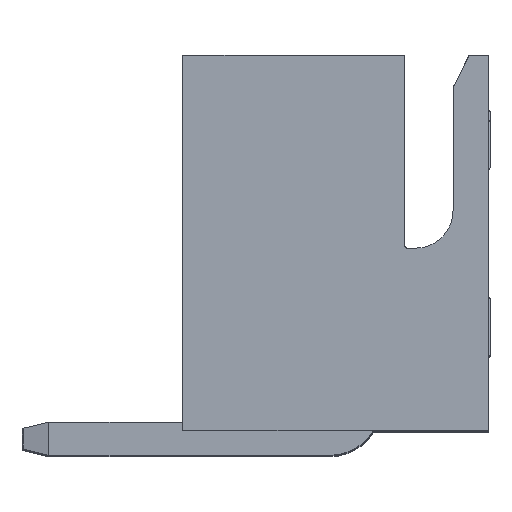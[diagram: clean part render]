
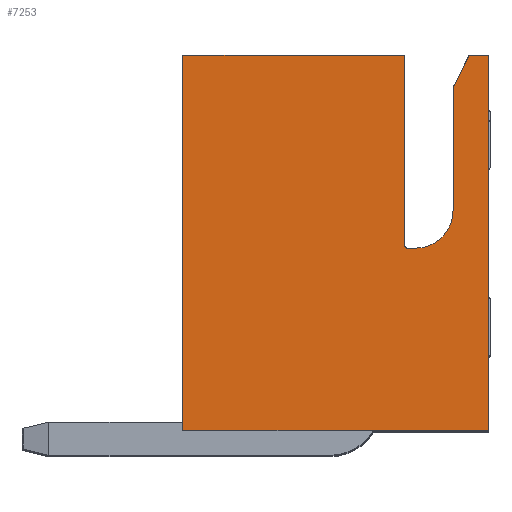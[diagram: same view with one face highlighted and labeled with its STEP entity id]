
A CAD part, top view. The second image highlights one B-rep face of the part: STEP entity #7253.
In plain terms, the highlighted planar face has unit normal (0, 0, 1).
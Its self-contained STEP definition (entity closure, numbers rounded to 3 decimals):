
#432=PLANE('',#7787);
#830=FACE_OUTER_BOUND('',#1237,.T.);
#1237=EDGE_LOOP('',(#6023,#6024,#6025,#6026,#6027,#6028,#6029,#6030,#6031,
#6032,#6033));
#1362=CIRCLE('',#7768,0.05);
#1369=CIRCLE('',#7788,0.7);
#1851=LINE('',#12609,#2597);
#1859=LINE('',#12624,#2605);
#1931=LINE('',#12898,#2677);
#1968=LINE('',#12978,#2714);
#1972=LINE('',#12996,#2718);
#1977=LINE('',#13005,#2723);
#2000=LINE('',#13056,#2746);
#2007=LINE('',#13073,#2753);
#2008=LINE('',#13074,#2754);
#2597=VECTOR('',#9103,10.);
#2605=VECTOR('',#9113,10.);
#2677=VECTOR('',#9259,10.);
#2714=VECTOR('',#9308,10.);
#2718=VECTOR('',#9328,10.);
#2723=VECTOR('',#9339,10.);
#2746=VECTOR('',#9384,10.);
#2753=VECTOR('',#9399,10.);
#2754=VECTOR('',#9400,10.);
#3271=VERTEX_POINT('',#12606);
#3272=VERTEX_POINT('',#12608);
#3278=VERTEX_POINT('',#12622);
#3334=VERTEX_POINT('',#12895);
#3335=VERTEX_POINT('',#12897);
#3371=VERTEX_POINT('',#12975);
#3372=VERTEX_POINT('',#12977);
#3376=VERTEX_POINT('',#12989);
#3378=VERTEX_POINT('',#12995);
#3396=VERTEX_POINT('',#13054);
#3402=VERTEX_POINT('',#13072);
#4135=EDGE_CURVE('',#3272,#3271,#1851,.T.);
#4143=EDGE_CURVE('',#3278,#3271,#1859,.T.);
#4234=EDGE_CURVE('',#3335,#3334,#1931,.T.);
#4274=EDGE_CURVE('',#3372,#3371,#1968,.T.);
#4280=EDGE_CURVE('',#3272,#3376,#1362,.T.);
#4283=EDGE_CURVE('',#3378,#3376,#1972,.T.);
#4288=EDGE_CURVE('',#3372,#3334,#1977,.T.);
#4314=EDGE_CURVE('',#3371,#3396,#2000,.T.);
#4323=EDGE_CURVE('',#3396,#3378,#1369,.T.);
#4324=EDGE_CURVE('',#3402,#3278,#2007,.T.);
#4325=EDGE_CURVE('',#3402,#3335,#2008,.T.);
#6023=ORIENTED_EDGE('',*,*,#4274,.T.);
#6024=ORIENTED_EDGE('',*,*,#4314,.T.);
#6025=ORIENTED_EDGE('',*,*,#4323,.T.);
#6026=ORIENTED_EDGE('',*,*,#4283,.T.);
#6027=ORIENTED_EDGE('',*,*,#4280,.F.);
#6028=ORIENTED_EDGE('',*,*,#4135,.T.);
#6029=ORIENTED_EDGE('',*,*,#4143,.F.);
#6030=ORIENTED_EDGE('',*,*,#4324,.F.);
#6031=ORIENTED_EDGE('',*,*,#4325,.T.);
#6032=ORIENTED_EDGE('',*,*,#4234,.T.);
#6033=ORIENTED_EDGE('',*,*,#4288,.F.);
#7253=ADVANCED_FACE('',(#830),#432,.T.);
#7768=AXIS2_PLACEMENT_3D('',#12990,#9321,#9322);
#7787=AXIS2_PLACEMENT_3D('',#13070,#9395,#9396);
#7788=AXIS2_PLACEMENT_3D('',#13071,#9397,#9398);
#9103=DIRECTION('',(0.,1.,0.));
#9113=DIRECTION('',(1.,0.,0.));
#9259=DIRECTION('',(0.,1.,0.));
#9308=DIRECTION('',(-0.447,-0.894,0.));
#9321=DIRECTION('center_axis',(0.,0.,1.));
#9322=DIRECTION('ref_axis',(-0.707,-0.707,0.));
#9328=DIRECTION('',(-1.,0.,0.));
#9339=DIRECTION('',(1.,0.,0.));
#9384=DIRECTION('',(0.,-1.,0.));
#9395=DIRECTION('center_axis',(0.,0.,1.));
#9396=DIRECTION('ref_axis',(1.,0.,0.));
#9397=DIRECTION('center_axis',(0.,0.,-1.));
#9398=DIRECTION('ref_axis',(0.,-1.,0.));
#9399=DIRECTION('',(0.,1.,0.));
#9400=DIRECTION('',(1.,0.,0.));
#12606=CARTESIAN_POINT('',(1.29,7.,10.25));
#12608=CARTESIAN_POINT('',(1.29,3.45,10.25));
#12609=CARTESIAN_POINT('',(1.29,1.7,10.25));
#12622=CARTESIAN_POINT('',(-2.85,7.,10.25));
#12624=CARTESIAN_POINT('',(-2.85,7.,10.25));
#12895=CARTESIAN_POINT('',(2.85,7.,10.25));
#12897=CARTESIAN_POINT('',(2.85,0.,10.25));
#12898=CARTESIAN_POINT('',(2.85,0.,10.25));
#12975=CARTESIAN_POINT('',(2.19,6.4,10.25));
#12977=CARTESIAN_POINT('',(2.49,7.,10.25));
#12978=CARTESIAN_POINT('',(0.556,3.132,10.25));
#12989=CARTESIAN_POINT('',(1.34,3.4,10.25));
#12990=CARTESIAN_POINT('Origin',(1.34,3.45,10.25));
#12995=CARTESIAN_POINT('',(1.49,3.4,10.25));
#12996=CARTESIAN_POINT('',(-0.68,3.4,10.25));
#13005=CARTESIAN_POINT('',(-2.85,7.,10.25));
#13054=CARTESIAN_POINT('',(2.19,4.1,10.25));
#13056=CARTESIAN_POINT('',(2.19,3.5,10.25));
#13070=CARTESIAN_POINT('Origin',(-2.85,0.,10.25));
#13071=CARTESIAN_POINT('Origin',(1.49,4.1,10.25));
#13072=CARTESIAN_POINT('',(-2.85,0.,10.25));
#13073=CARTESIAN_POINT('',(-2.85,0.,10.25));
#13074=CARTESIAN_POINT('',(-2.85,0.,10.25));
